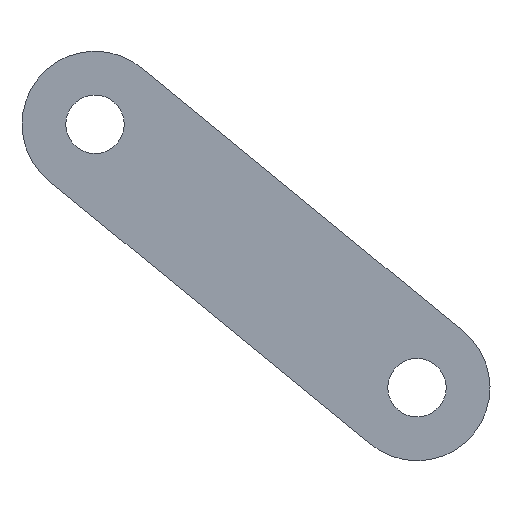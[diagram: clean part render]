
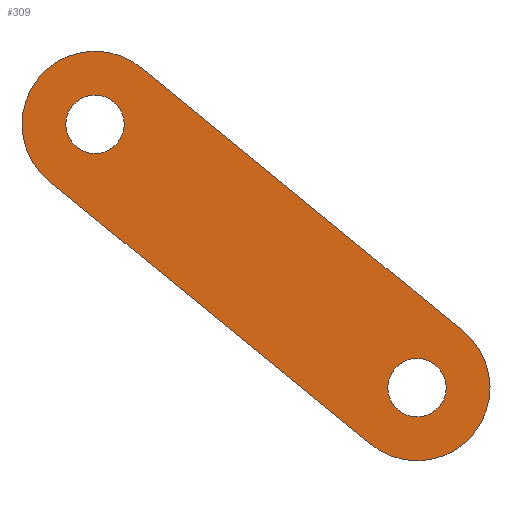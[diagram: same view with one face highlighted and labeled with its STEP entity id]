
A CAD part, left-side view. The second image highlights one B-rep face of the part: STEP entity #309.
In plain terms, the highlighted planar face has unit normal (-1, 0, 0).
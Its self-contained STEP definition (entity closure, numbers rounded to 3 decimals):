
#61=CARTESIAN_POINT('Vertex',(6.,-74.575,42.262)) ;
#66=CARTESIAN_POINT('Axis2P3D Location',(6.,-80.909,50.)) ;
#70=CARTESIAN_POINT('Vertex',(6.,-87.243,57.738)) ;
#97=CARTESIAN_POINT('Line Origine',(6.,-109.288,39.695)) ;
#101=CARTESIAN_POINT('Vertex',(6.,-131.334,21.651)) ;
#128=CARTESIAN_POINT('Axis2P3D Location',(6.,-125.,13.913)) ;
#132=CARTESIAN_POINT('Vertex',(6.,-118.666,6.174)) ;
#159=CARTESIAN_POINT('Line Origine',(6.,-96.621,24.218)) ;
#194=CARTESIAN_POINT('Vertex',(6.,-76.909,50.)) ;
#197=CARTESIAN_POINT('Axis2P3D Location',(6.,-80.909,50.)) ;
#201=CARTESIAN_POINT('Vertex',(6.,-84.909,50.)) ;
#221=CARTESIAN_POINT('Axis2P3D Location',(6.,-80.909,50.)) ;
#251=CARTESIAN_POINT('Vertex',(6.,-121.,13.913)) ;
#254=CARTESIAN_POINT('Axis2P3D Location',(6.,-125.,13.913)) ;
#258=CARTESIAN_POINT('Vertex',(6.,-129.,13.913)) ;
#278=CARTESIAN_POINT('Axis2P3D Location',(6.,-125.,13.913)) ;
#290=CARTESIAN_POINT('Axis2P3D Location',(6.,0.,0.)) ;
#67=DIRECTION('Axis2P3D Direction',(1.,0.,0.)) ;
#98=DIRECTION('Vector Direction',(0.,0.774,0.633)) ;
#129=DIRECTION('Axis2P3D Direction',(1.,0.,0.)) ;
#160=DIRECTION('Vector Direction',(0.,-0.774,-0.633)) ;
#198=DIRECTION('Axis2P3D Direction',(1.,0.,0.)) ;
#222=DIRECTION('Axis2P3D Direction',(1.,0.,0.)) ;
#255=DIRECTION('Axis2P3D Direction',(1.,0.,0.)) ;
#279=DIRECTION('Axis2P3D Direction',(1.,0.,0.)) ;
#291=DIRECTION('Axis2P3D Direction',(1.,0.,0.)) ;
#292=DIRECTION('Axis2P3D XDirection',(0.,1.,0.)) ;
#68=AXIS2_PLACEMENT_3D('Circle Axis2P3D',#66,#67,$) ;
#130=AXIS2_PLACEMENT_3D('Circle Axis2P3D',#128,#129,$) ;
#199=AXIS2_PLACEMENT_3D('Circle Axis2P3D',#197,#198,$) ;
#223=AXIS2_PLACEMENT_3D('Circle Axis2P3D',#221,#222,$) ;
#256=AXIS2_PLACEMENT_3D('Circle Axis2P3D',#254,#255,$) ;
#280=AXIS2_PLACEMENT_3D('Circle Axis2P3D',#278,#279,$) ;
#293=AXIS2_PLACEMENT_3D('Plane Axis2P3D',#290,#291,#292) ;
#296=ORIENTED_EDGE('',*,*,#163,.F.) ;
#297=ORIENTED_EDGE('',*,*,#134,.F.) ;
#298=ORIENTED_EDGE('',*,*,#103,.F.) ;
#299=ORIENTED_EDGE('',*,*,#72,.F.) ;
#302=ORIENTED_EDGE('',*,*,#225,.T.) ;
#303=ORIENTED_EDGE('',*,*,#203,.T.) ;
#306=ORIENTED_EDGE('',*,*,#282,.T.) ;
#307=ORIENTED_EDGE('',*,*,#260,.T.) ;
#304=FACE_BOUND('',#301,.T.) ;
#308=FACE_BOUND('',#305,.T.) ;
#99=VECTOR('Line Direction',#98,1.) ;
#161=VECTOR('Line Direction',#160,1.) ;
#309=ADVANCED_FACE('Corps principal',(#300,#304,#308),#294,.F.) ;
#69=CIRCLE('generated circle',#68,10.) ;
#131=CIRCLE('generated circle',#130,10.) ;
#200=CIRCLE('generated circle',#199,4.) ;
#224=CIRCLE('generated circle',#223,4.) ;
#257=CIRCLE('generated circle',#256,4.) ;
#281=CIRCLE('generated circle',#280,4.) ;
#72=EDGE_CURVE('',#62,#71,#69,.T.) ;
#103=EDGE_CURVE('',#71,#102,#100,.F.) ;
#134=EDGE_CURVE('',#102,#133,#131,.T.) ;
#163=EDGE_CURVE('',#133,#62,#162,.F.) ;
#203=EDGE_CURVE('',#202,#195,#200,.T.) ;
#225=EDGE_CURVE('',#195,#202,#224,.T.) ;
#260=EDGE_CURVE('',#259,#252,#257,.T.) ;
#282=EDGE_CURVE('',#252,#259,#281,.T.) ;
#295=EDGE_LOOP('',(#296,#297,#298,#299)) ;
#301=EDGE_LOOP('',(#302,#303)) ;
#305=EDGE_LOOP('',(#306,#307)) ;
#300=FACE_OUTER_BOUND('',#295,.T.) ;
#100=LINE('Line',#97,#99) ;
#162=LINE('Line',#159,#161) ;
#294=PLANE('Plane',#293) ;
#62=VERTEX_POINT('',#61) ;
#71=VERTEX_POINT('',#70) ;
#102=VERTEX_POINT('',#101) ;
#133=VERTEX_POINT('',#132) ;
#195=VERTEX_POINT('',#194) ;
#202=VERTEX_POINT('',#201) ;
#252=VERTEX_POINT('',#251) ;
#259=VERTEX_POINT('',#258) ;
